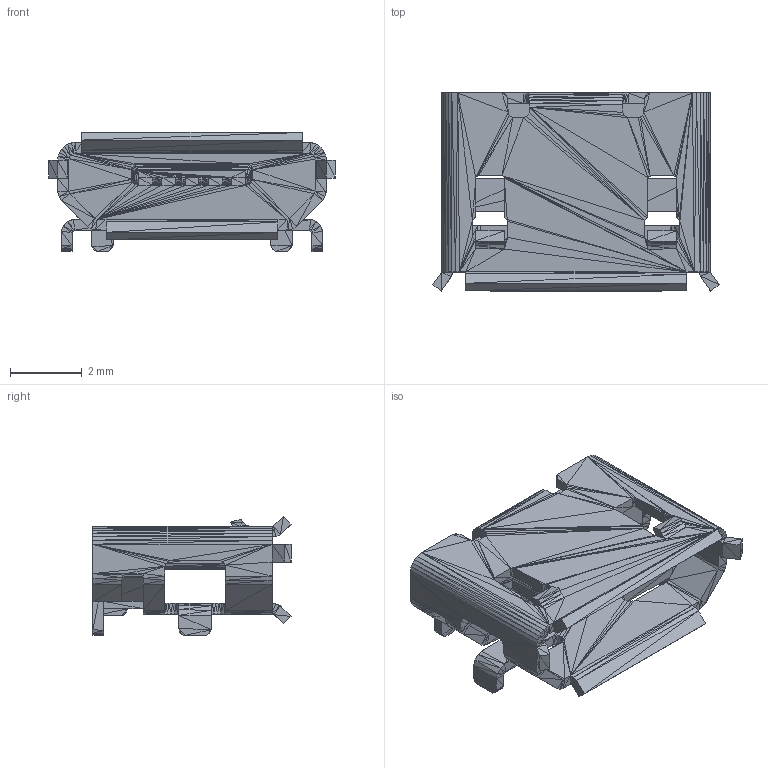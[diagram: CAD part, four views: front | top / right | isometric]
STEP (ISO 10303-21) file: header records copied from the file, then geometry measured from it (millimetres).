
FILE_DESCRIPTION(/* description */ (''),/* implementation_level */ '2;1');
FILE_NAME(/* name */ 'MicroUSB-B.step',/* time_stamp */ '2021-12-29T11:26:08+01:00',/* author */ (''),/* organization */ (''),/* preprocessor_version */ 'ST-DEVELOPER v18.1',/* originating_system */ 'Autodesk Translation Framework v10.10.0.1391',/* authorisation */ '');
FILE_SCHEMA (('AUTOMOTIVE_DESIGN { 1 0 10303 214 3 1 1 }'));
Length unit declared in the file: millimetre
Products named in the file (1): MicroUSB-B
Bounding box: 8 x 5.53 x 3.32 mm (x, y, z)
Volume: 49.1 mm3; surface area: 286.9 mm2
Topology: 2 solids, 3 shells, 1957 faces, 2938 edges, 976 vertices
Faces by surface type: plane 1957
Entity records: 38216 total; most frequent: DIRECTION 6854, CARTESIAN_POINT 5872, ORIENTED_EDGE 5871, LINE 2938, VECTOR 2938, EDGE_CURVE 2938, AXIS2_PLACEMENT_3D 1958, FACE_OUTER_BOUND 1957
